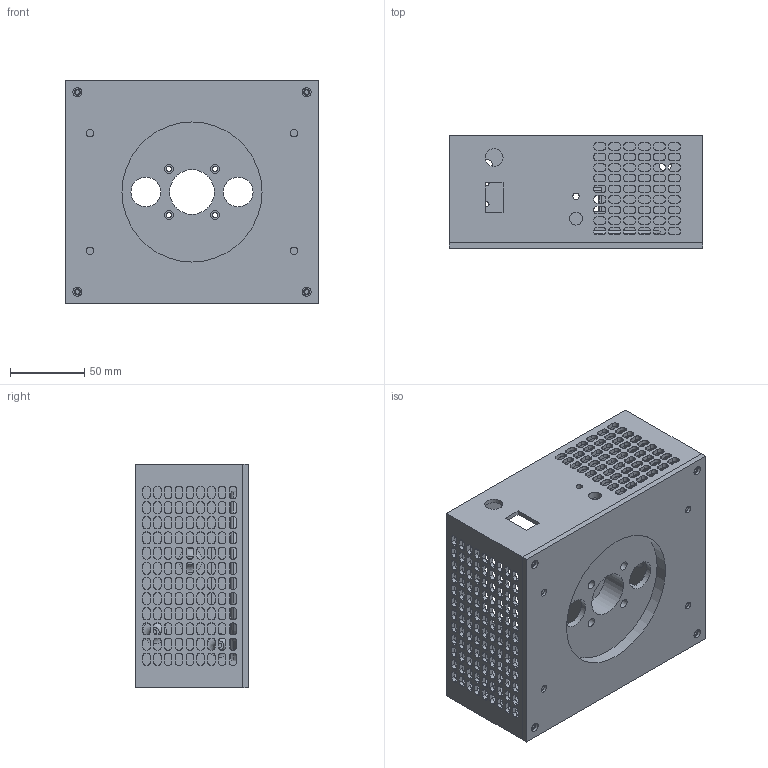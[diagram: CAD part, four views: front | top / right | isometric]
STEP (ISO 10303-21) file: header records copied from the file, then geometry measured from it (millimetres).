
FILE_DESCRIPTION(/* description */ (''),/* implementation_level */ '2;1');
FILE_NAME(/* name */ 'wash_top v45.step',/* time_stamp */ '2022-02-19T17:49:55+01:00',/* author */ (''),/* organization */ (''),/* preprocessor_version */ 'ST-DEVELOPER v18.1',/* originating_system */ 'Autodesk Translation Framework v10.13.0.1454',/* authorisation */ '');
FILE_SCHEMA (('AUTOMOTIVE_DESIGN { 1 0 10303 214 3 1 1 }'));
Length unit declared in the file: millimetre
Products named in the file (1): wash_top
Bounding box: 170 x 76 x 150 mm (x, y, z)
Volume: 312419.9 mm3; surface area: 187106.9 mm2
Topology: 2 solids, 2 shells, 1478 faces, 4287 edges, 2853 vertices
Faces by surface type: plane 742, cylinder 725, torus 11
Full cylindrical faces by diameter (mm): 2.9 x5, 3.1 x4, 3.2 x3, 3.5 x4, 4 x4, 4.25 x5, 5 x4, 6 x8, 8 x3, 8.7 x1, 12 x1, 15 x4, 20 x2, 30 x1, 94 x1, 110 x1, 114 x1
Entity records: 49875 total; most frequent: DIRECTION 8717, CARTESIAN_POINT 8619, ORIENTED_EDGE 8574, EDGE_CURVE 4287, AXIS2_PLACEMENT_3D 2951, VERTEX_POINT 2853, LINE 2815, VECTOR 2815
